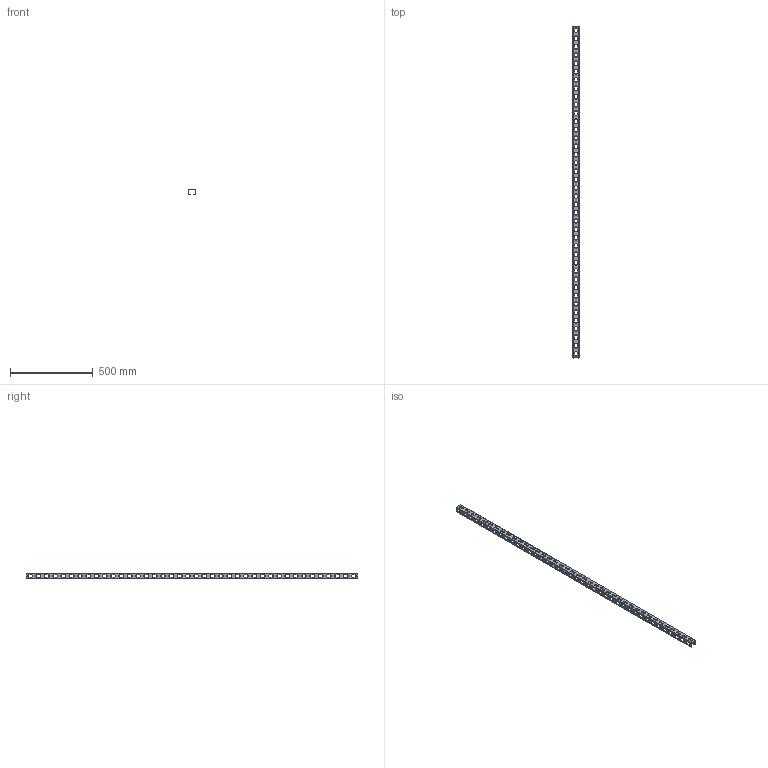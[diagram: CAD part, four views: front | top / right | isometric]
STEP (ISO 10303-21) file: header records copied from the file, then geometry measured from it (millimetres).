
FILE_DESCRIPTION((''),'2;1');
FILE_NAME('610420_PRT','2018-12-05T12:04:55',('tomasz.grudniewski'),(''),'CREO PARAMETRIC BY PTC INC, 2018260','CREO PARAMETRIC BY PTC INC, 2018260','');
FILE_SCHEMA(('CONFIG_CONTROL_DESIGN'));
Length unit declared in the file: millimetre
Products named in the file (1): 610420_PRT
Bounding box: 40 x 2000 x 33.24 mm (x, y, z)
Volume: 226123.9 mm3; surface area: 392727.2 mm2
Topology: 1 solids, 1 shells, 518 faces, 1516 edges, 1000 vertices
Faces by surface type: plane 270, cylinder 248
Entity records: 17778 total; most frequent: DIRECTION 3048, CARTESIAN_POINT 3034, ORIENTED_EDGE 3032, EDGE_CURVE 1516, VECTOR 1020, LINE 1020, AXIS2_PLACEMENT_3D 1014, VERTEX_POINT 1000
